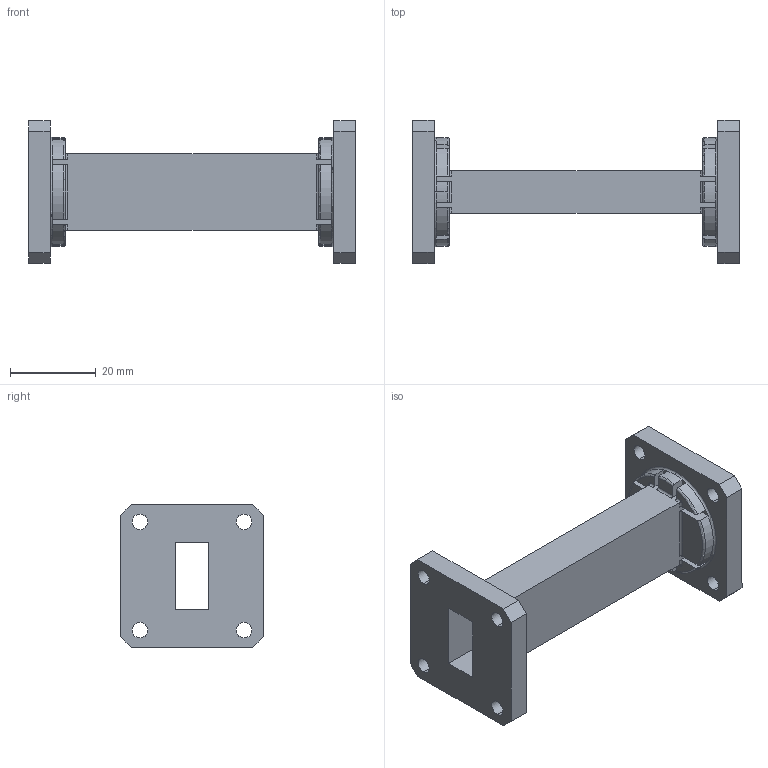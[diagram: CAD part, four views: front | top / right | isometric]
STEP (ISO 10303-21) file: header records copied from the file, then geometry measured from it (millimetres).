
FILE_DESCRIPTION (( 'STEP AP203' ), '1' );
FILE_NAME ('PE-W62S001-3.step', '2019-03-08T19:16:20', ( '' ), ( '' ), 'SwSTEP 2.0', 'SolidWorks 2017', '' );
FILE_SCHEMA (( 'CONFIG_CONTROL_DESIGN' ));
Length unit declared in the file: inch
Products named in the file (1): PE-W62S001-3
Bounding box: 76.2 x 33.35 x 33.35 mm (x, y, z)
Volume: 14857.7 mm3; surface area: 13166.3 mm2
Topology: 1 solids, 1 shells, 180 faces, 486 edges, 302 vertices
Faces by surface type: plane 92, cylinder 58, torus 30
Entity records: 5817 total; most frequent: CARTESIAN_POINT 1153, DIRECTION 980, ORIENTED_EDGE 956, EDGE_CURVE 478, AXIS2_PLACEMENT_3D 353, VERTEX_POINT 302, VECTOR 274, LINE 274
